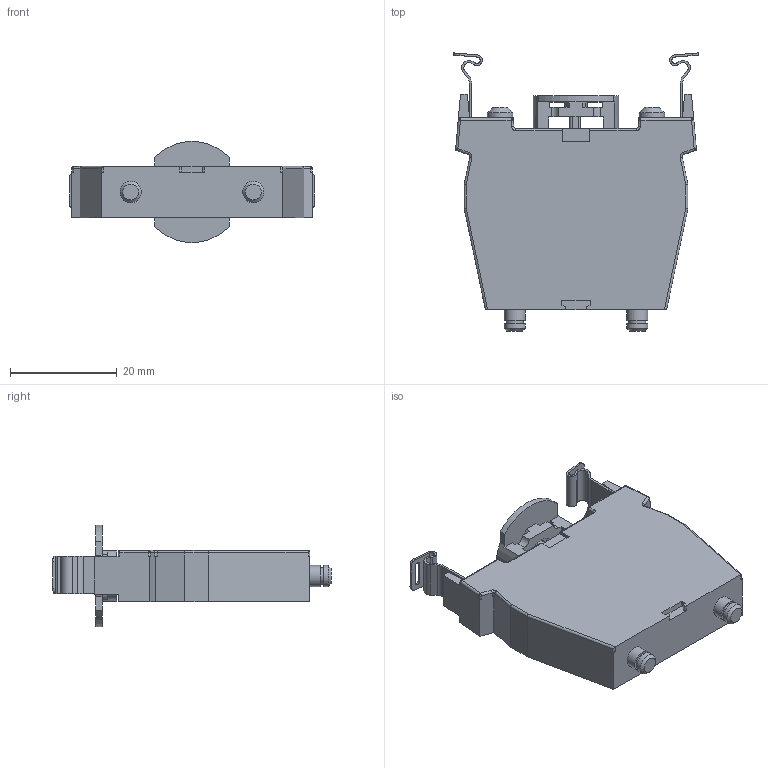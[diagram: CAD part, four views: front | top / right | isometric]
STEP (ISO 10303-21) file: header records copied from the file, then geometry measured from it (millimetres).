
FILE_DESCRIPTION (( 'STEP AP214' ), '1' );
FILE_NAME ('EFR.STEP', '2020-12-16T12:29:27', ( '' ), ( '' ), 'SwSTEP 2.0', 'SolidWorks 2019', '' );
FILE_SCHEMA (( 'AUTOMOTIVE_DESIGN' ));
Length unit declared in the file: inch
Products named in the file (1): EFR
Bounding box: 45.93 x 52.22 x 19 mm (x, y, z)
Volume: 12208.8 mm3; surface area: 7818.8 mm2
Topology: 1 solids, 1 shells, 394 faces, 1092 edges, 696 vertices
Faces by surface type: plane 227, cylinder 126, sphere 30, torus 6, cone 4, bspline 1
Full cylindrical faces by diameter (mm): 3.2 x2, 4 x4, 4.8 x2, 6 x1
Entity records: 12542 total; most frequent: CARTESIAN_POINT 2312, ORIENTED_EDGE 2140, DIRECTION 2138, EDGE_CURVE 1070, LINE 754, VECTOR 754, VERTEX_POINT 694, AXIS2_PLACEMENT_3D 692
